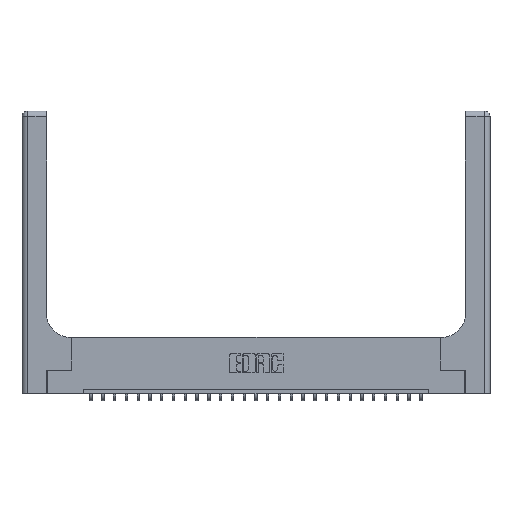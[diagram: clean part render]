
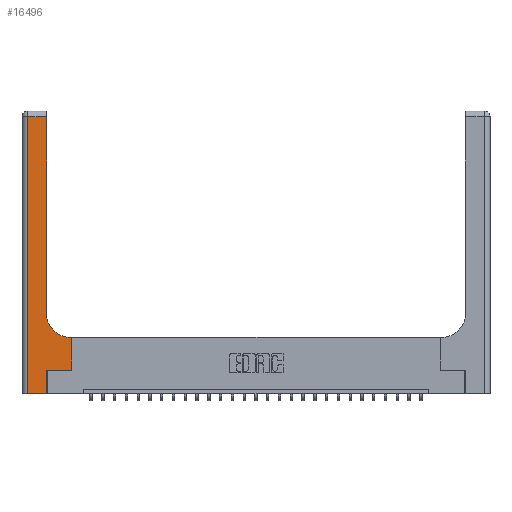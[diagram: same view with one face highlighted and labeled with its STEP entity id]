
A CAD part, top view. The second image highlights one B-rep face of the part: STEP entity #16496.
In plain terms, the highlighted planar face has unit normal (0, 0, 1).
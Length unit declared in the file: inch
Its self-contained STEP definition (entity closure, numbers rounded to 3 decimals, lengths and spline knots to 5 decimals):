
#1129 = VERTEX_POINT ( 'NONE', #14442 ) ;
#1174 = DIRECTION ( 'NONE',  ( 0., 1., 0. ) ) ;
#1187 = ORIENTED_EDGE ( 'NONE', *, *, #24577, .T. ) ;
#1498 = DIRECTION ( 'NONE',  ( 1., 0., 0. ) ) ;
#1697 = ORIENTED_EDGE ( 'NONE', *, *, #14336, .T. ) ;
#2706 = FACE_OUTER_BOUND ( 'NONE', #12891, .T. ) ;
#2760 = VERTEX_POINT ( 'NONE', #13374 ) ;
#3041 = ORIENTED_EDGE ( 'NONE', *, *, #16263, .T. ) ;
#3196 = LINE ( 'NONE', #24693, #23438 ) ;
#3593 = CARTESIAN_POINT ( 'NONE',  ( 0.26, 2.94, 0.37 ) ) ;
#3771 = LINE ( 'NONE', #5453, #20240 ) ;
#4131 = CARTESIAN_POINT ( 'NONE',  ( 0., 3., 0.37 ) ) ;
#4566 = DIRECTION ( 'NONE',  ( 0., 1., 0. ) ) ;
#5154 = ORIENTED_EDGE ( 'NONE', *, *, #6186, .T. ) ;
#5181 = LINE ( 'NONE', #22683, #11666 ) ;
#5257 = CARTESIAN_POINT ( 'NONE',  ( 0.528, 0.6, 0.37 ) ) ;
#5395 = CARTESIAN_POINT ( 'NONE',  ( 0., 2.94, 0.37 ) ) ;
#5453 = CARTESIAN_POINT ( 'NONE',  ( 0.26, 0.6, 0.37 ) ) ;
#5678 = EDGE_CURVE ( 'NONE', #7536, #17201, #12428, .T. ) ;
#5842 = CARTESIAN_POINT ( 'NONE',  ( 0.265, 0.25, 0.37 ) ) ;
#6140 = VERTEX_POINT ( 'NONE', #3593 ) ;
#6186 = EDGE_CURVE ( 'NONE', #6140, #9014, #15456, .T. ) ;
#6561 = DIRECTION ( 'NONE',  ( 0., 0., -1. ) ) ;
#6703 = ORIENTED_EDGE ( 'NONE', *, *, #12075, .T. ) ;
#6715 = CIRCLE ( 'NONE', #21120, 0.25 ) ;
#6747 = AXIS2_PLACEMENT_3D ( 'NONE', #4131, #6561, #10560 ) ;
#6766 = CARTESIAN_POINT ( 'NONE',  ( 0.51, 0.6, 0.37 ) ) ;
#7536 = VERTEX_POINT ( 'NONE', #14736 ) ;
#8179 = CARTESIAN_POINT ( 'NONE',  ( 0.265, 0., 0.37 ) ) ;
#9014 = VERTEX_POINT ( 'NONE', #24092 ) ;
#9275 = ORIENTED_EDGE ( 'NONE', *, *, #15455, .T. ) ;
#9493 = DIRECTION ( 'NONE',  ( 0., 0., -1. ) ) ;
#10020 = ORIENTED_EDGE ( 'NONE', *, *, #24556, .T. ) ;
#10560 = DIRECTION ( 'NONE',  ( -1., 0., 0. ) ) ;
#11303 = CARTESIAN_POINT ( 'NONE',  ( 0.51, 0.85, 0.37 ) ) ;
#11638 = DIRECTION ( 'NONE',  ( -1., 0., 0. ) ) ;
#11666 = VECTOR ( 'NONE', #1174, 39.37008 ) ;
#12075 = EDGE_CURVE ( 'NONE', #17201, #1129, #3196, .T. ) ;
#12407 = CARTESIAN_POINT ( 'NONE',  ( 0.26, 0.85, 0.37 ) ) ;
#12428 = LINE ( 'NONE', #8179, #15938 ) ;
#12891 = EDGE_LOOP ( 'NONE', ( #3041, #5154, #23514, #9275, #17873, #6703, #1187, #1697, #10020 ) ) ;
#13350 = LINE ( 'NONE', #21211, #23960 ) ;
#13374 = CARTESIAN_POINT ( 'NONE',  ( 0.06, 0., 0.37 ) ) ;
#13532 = EDGE_CURVE ( 'NONE', #9014, #2760, #15948, .T. ) ;
#14336 = EDGE_CURVE ( 'NONE', #23035, #18704, #3771, .T. ) ;
#14442 = CARTESIAN_POINT ( 'NONE',  ( 0.528, 0.25, 0.37 ) ) ;
#14736 = CARTESIAN_POINT ( 'NONE',  ( 0.265, 0., 0.37 ) ) ;
#15332 = DIRECTION ( 'NONE',  ( -1., 0., 0. ) ) ;
#15455 = EDGE_CURVE ( 'NONE', #2760, #7536, #13350, .T. ) ;
#15456 = LINE ( 'NONE', #5395, #21585 ) ;
#15862 = PLANE ( 'NONE',  #6747 ) ;
#15938 = VECTOR ( 'NONE', #4566, 39.37008 ) ;
#15948 = LINE ( 'NONE', #23901, #24315 ) ;
#16263 = EDGE_CURVE ( 'NONE', #22124, #6140, #5181, .T. ) ;
#16496 = ADVANCED_FACE ( 'NONE', ( #2706 ), #15862, .F. ) ;
#16604 = VECTOR ( 'NONE', #25187, 39.37008 ) ;
#16850 = DIRECTION ( 'NONE',  ( 1., 0., 0. ) ) ;
#17201 = VERTEX_POINT ( 'NONE', #5842 ) ;
#17873 = ORIENTED_EDGE ( 'NONE', *, *, #5678, .T. ) ;
#18704 = VERTEX_POINT ( 'NONE', #6766 ) ;
#18912 = CARTESIAN_POINT ( 'NONE',  ( 0.528, 0.25, 0.37 ) ) ;
#20240 = VECTOR ( 'NONE', #11638, 39.37008 ) ;
#21120 = AXIS2_PLACEMENT_3D ( 'NONE', #11303, #9493, #1498 ) ;
#21211 = CARTESIAN_POINT ( 'NONE',  ( 0., 0., 0.37 ) ) ;
#21216 = LINE ( 'NONE', #18912, #16604 ) ;
#21585 = VECTOR ( 'NONE', #15332, 39.37008 ) ;
#22124 = VERTEX_POINT ( 'NONE', #12407 ) ;
#22683 = CARTESIAN_POINT ( 'NONE',  ( 0.26, 3., 0.37 ) ) ;
#22892 = DIRECTION ( 'NONE',  ( 1., 0., 0. ) ) ;
#23035 = VERTEX_POINT ( 'NONE', #5257 ) ;
#23438 = VECTOR ( 'NONE', #22892, 39.37008 ) ;
#23514 = ORIENTED_EDGE ( 'NONE', *, *, #13532, .T. ) ;
#23901 = CARTESIAN_POINT ( 'NONE',  ( 0.06, 3., 0.37 ) ) ;
#23960 = VECTOR ( 'NONE', #16850, 39.37008 ) ;
#24029 = DIRECTION ( 'NONE',  ( 0., -1., 0. ) ) ;
#24092 = CARTESIAN_POINT ( 'NONE',  ( 0.06, 2.94, 0.37 ) ) ;
#24315 = VECTOR ( 'NONE', #24029, 39.37008 ) ;
#24556 = EDGE_CURVE ( 'NONE', #18704, #22124, #6715, .T. ) ;
#24577 = EDGE_CURVE ( 'NONE', #1129, #23035, #21216, .T. ) ;
#24693 = CARTESIAN_POINT ( 'NONE',  ( 0.265, 0.25, 0.37 ) ) ;
#25187 = DIRECTION ( 'NONE',  ( 0., 1., 0. ) ) ;
